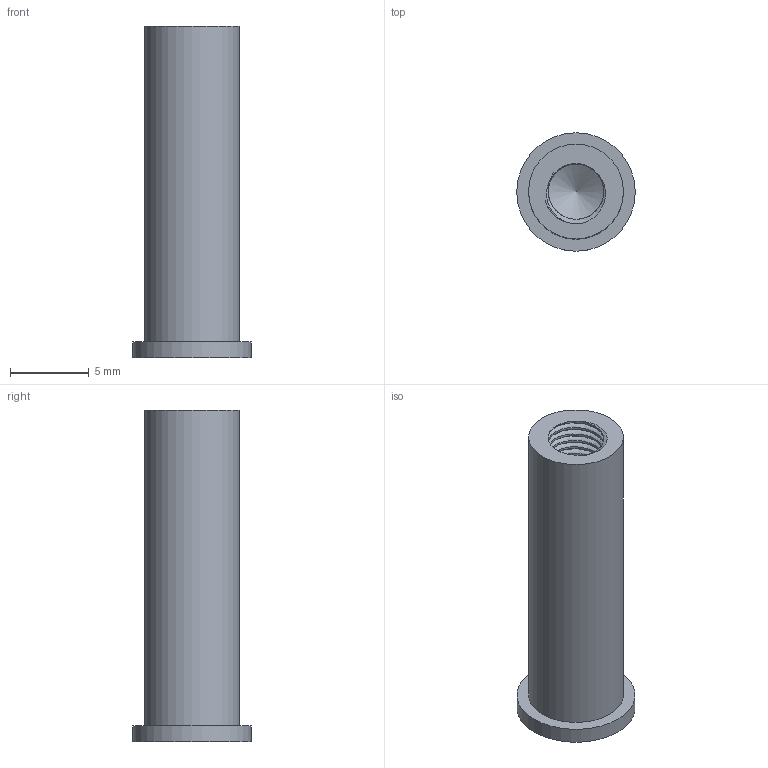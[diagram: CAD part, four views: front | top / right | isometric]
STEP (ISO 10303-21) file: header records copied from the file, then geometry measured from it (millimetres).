
FILE_DESCRIPTION(/* description */ (''),/* implementation_level */ '2;1');
FILE_NAME(/* name */ 'M4_20mm.step',/* time_stamp */ '2024-12-11T10:56:47+08:00',/* author */ (''),/* organization */ (''),/* preprocessor_version */ 'ST-DEVELOPER v20',/* originating_system */ 'Autodesk Translation Framework v13.20.0.188',/* authorisation */ '');
FILE_SCHEMA (('AUTOMOTIVE_DESIGN { 1 0 10303 214 3 1 1 }'));
Length unit declared in the file: millimetre
Products named in the file (1): M4_20mm
Bounding box: 7.5 x 7.5 x 21 mm (x, y, z)
Volume: 439.7 mm3; surface area: 783.1 mm2
Topology: 1 solids, 1 shells, 71 faces, 202 edges, 134 vertices
Faces by surface type: cylinder 64, plane 4, bspline 2, cone 1
Full cylindrical faces by diameter (mm): 3.529 x15, 4.086 x8, 6 x1, 7.5 x1
Entity records: 5811 total; most frequent: CARTESIAN_POINT 4175, ORIENTED_EDGE 402, DIRECTION 223, EDGE_CURVE 201, VERTEX_POINT 134, B_SPLINE_CURVE_WITH_KNOTS 128, AXIS2_PLACEMENT_3D 80, EDGE_LOOP 73
